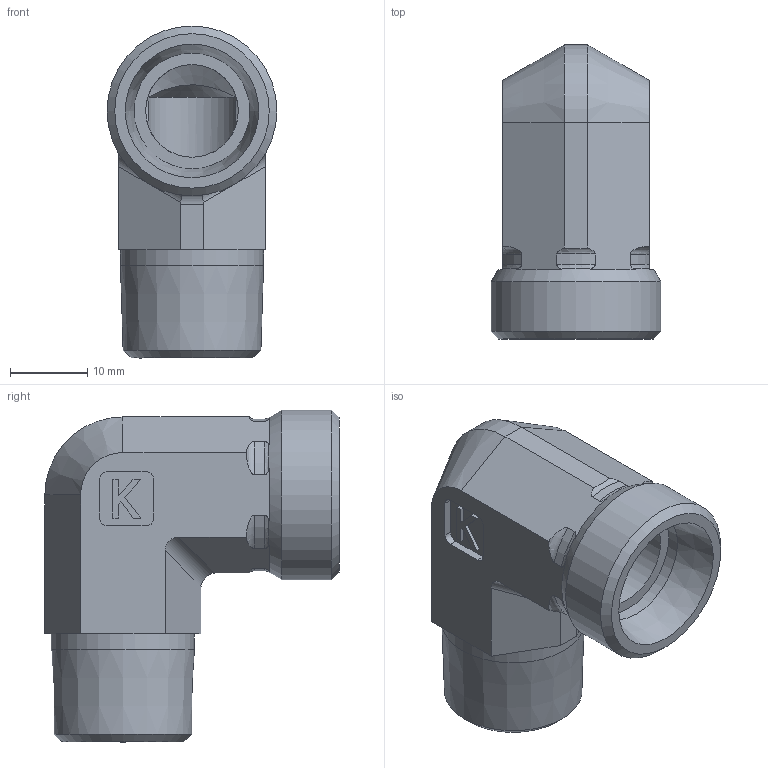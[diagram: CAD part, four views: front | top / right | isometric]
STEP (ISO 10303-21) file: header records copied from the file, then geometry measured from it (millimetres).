
FILE_DESCRIPTION((''),'2;1');
FILE_NAME('21002151822.stp','2014-08-27T10:42:42',(''),('KNOMI spol. s r. o.'),'Autodesk Inventor 2012','Autodesk Inventor 2012','');
FILE_SCHEMA(('AUTOMOTIVE_DESIGN { 1 2 10303 214 0 1 1 1 }'));
Length unit declared in the file: millimetre
Products named in the file (1): LHCM2 15LMkuž M18x1.5/M22x1
Bounding box: 22 x 38.1 x 43 mm (x, y, z)
Volume: 10775 mm3; surface area: 6415.7 mm2
Topology: 1 solids, 1 shells, 95 faces, 246 edges, 157 vertices
Faces by surface type: plane 46, cylinder 23, cone 14, torus 12
Full cylindrical faces by diameter (mm): 12 x2, 15 x1, 18.532 x1, 22 x1
Entity records: 2988 total; most frequent: CARTESIAN_POINT 741, ORIENTED_EDGE 462, DIRECTION 454, EDGE_CURVE 231, AXIS2_PLACEMENT_3D 170, VERTEX_POINT 153, VECTOR 114, LINE 114
